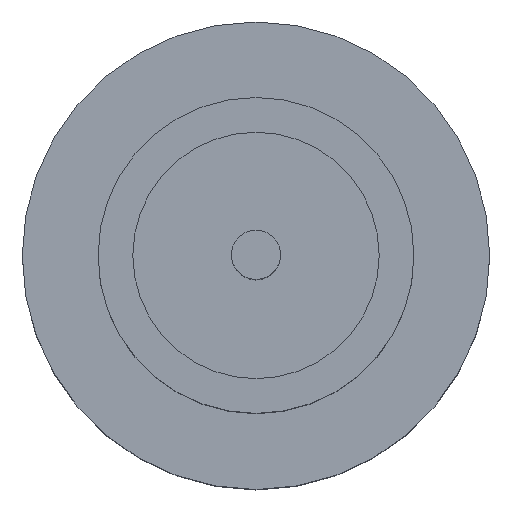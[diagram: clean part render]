
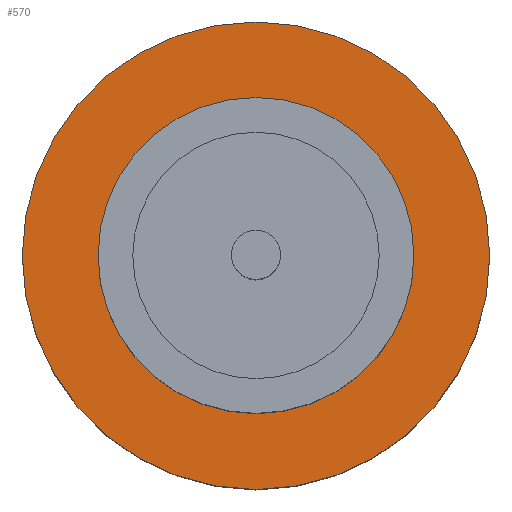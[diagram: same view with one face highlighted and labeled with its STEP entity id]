
A CAD part, top view. The second image highlights one B-rep face of the part: STEP entity #570.
In plain terms, the highlighted planar face has unit normal (0, 0, 1).
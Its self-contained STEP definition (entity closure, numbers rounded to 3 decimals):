
#1 = DIRECTION ( 'NONE',  ( 1., 0., 0. ) ) ;
#32 = CARTESIAN_POINT ( 'NONE',  ( 0., 0., 1.55 ) ) ;
#46 = ORIENTED_EDGE ( 'NONE', *, *, #471, .T. ) ;
#56 = DIRECTION ( 'NONE',  ( 0., 0., 1. ) ) ;
#63 = VERTEX_POINT ( 'NONE', #255 ) ;
#65 = CIRCLE ( 'NONE', #110, 1.85 ) ;
#89 = ORIENTED_EDGE ( 'NONE', *, *, #541, .F. ) ;
#96 = CIRCLE ( 'NONE', #621, 1.25 ) ;
#97 = EDGE_CURVE ( 'NONE', #564, #348, #65, .T. ) ;
#105 = CARTESIAN_POINT ( 'NONE',  ( 0., 0., 1.55 ) ) ;
#110 = AXIS2_PLACEMENT_3D ( 'NONE', #596, #311, #527 ) ;
#129 = ORIENTED_EDGE ( 'NONE', *, *, #97, .T. ) ;
#131 = VERTEX_POINT ( 'NONE', #267 ) ;
#159 = DIRECTION ( 'NONE',  ( 1., 0., 0. ) ) ;
#216 = DIRECTION ( 'NONE',  ( 0., 0., 1. ) ) ;
#255 = CARTESIAN_POINT ( 'NONE',  ( 1.25, 0., 1.55 ) ) ;
#267 = CARTESIAN_POINT ( 'NONE',  ( -1.25, 0., 1.55 ) ) ;
#273 = DIRECTION ( 'NONE',  ( 0., 0., 1. ) ) ;
#274 = EDGE_LOOP ( 'NONE', ( #46, #129 ) ) ;
#275 = FACE_BOUND ( 'NONE', #333, .T. ) ;
#284 = PLANE ( 'NONE',  #458 ) ;
#311 = DIRECTION ( 'NONE',  ( 0., 0., 1. ) ) ;
#333 = EDGE_LOOP ( 'NONE', ( #89, #740 ) ) ;
#348 = VERTEX_POINT ( 'NONE', #470 ) ;
#374 = DIRECTION ( 'NONE',  ( 1., 0., 0. ) ) ;
#458 = AXIS2_PLACEMENT_3D ( 'NONE', #32, #561, #745 ) ;
#470 = CARTESIAN_POINT ( 'NONE',  ( -1.85, 0., 1.55 ) ) ;
#471 = EDGE_CURVE ( 'NONE', #348, #564, #748, .T. ) ;
#489 = AXIS2_PLACEMENT_3D ( 'NONE', #554, #273, #374 ) ;
#521 = FACE_OUTER_BOUND ( 'NONE', #274, .T. ) ;
#523 = CARTESIAN_POINT ( 'NONE',  ( 0., 0., 1.55 ) ) ;
#527 = DIRECTION ( 'NONE',  ( 1., 0., 0. ) ) ;
#541 = EDGE_CURVE ( 'NONE', #63, #131, #622, .T. ) ;
#554 = CARTESIAN_POINT ( 'NONE',  ( 0., 0., 1.55 ) ) ;
#561 = DIRECTION ( 'NONE',  ( 0., 0., 1. ) ) ;
#564 = VERTEX_POINT ( 'NONE', #730 ) ;
#570 = ADVANCED_FACE ( 'NONE', ( #275, #521 ), #284, .T. ) ;
#596 = CARTESIAN_POINT ( 'NONE',  ( 0., 0., 1.55 ) ) ;
#621 = AXIS2_PLACEMENT_3D ( 'NONE', #523, #56, #1 ) ;
#622 = CIRCLE ( 'NONE', #688, 1.25 ) ;
#667 = EDGE_CURVE ( 'NONE', #131, #63, #96, .T. ) ;
#688 = AXIS2_PLACEMENT_3D ( 'NONE', #105, #216, #159 ) ;
#730 = CARTESIAN_POINT ( 'NONE',  ( 1.85, 0., 1.55 ) ) ;
#740 = ORIENTED_EDGE ( 'NONE', *, *, #667, .F. ) ;
#745 = DIRECTION ( 'NONE',  ( 1., 0., 0. ) ) ;
#748 = CIRCLE ( 'NONE', #489, 1.85 ) ;
